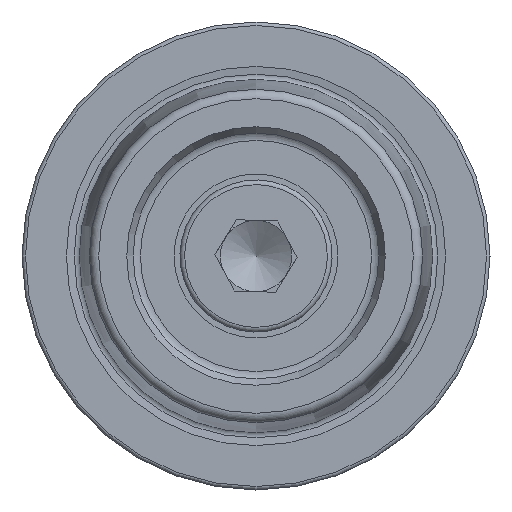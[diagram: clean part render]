
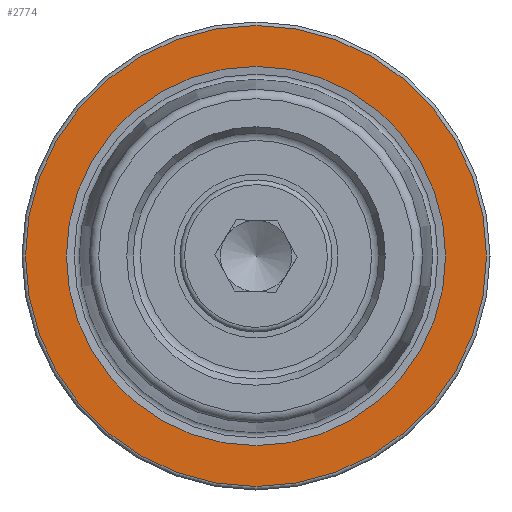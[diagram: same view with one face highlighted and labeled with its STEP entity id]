
A CAD part, left-side view. The second image highlights one B-rep face of the part: STEP entity #2774.
In plain terms, the highlighted planar face has unit normal (-1, 0, 0).
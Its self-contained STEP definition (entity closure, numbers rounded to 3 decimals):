
#38 = PLANE ( 'NONE',  #2667 ) ;
#130 = EDGE_CURVE ( 'NONE', #2513, #2513, #2351, .T. ) ;
#296 = EDGE_CURVE ( 'NONE', #1762, #1762, #361, .T. ) ;
#326 = ORIENTED_EDGE ( 'NONE', *, *, #130, .F. ) ;
#361 = CIRCLE ( 'NONE', #2147, 19.7 ) ;
#861 = EDGE_LOOP ( 'NONE', ( #1563 ) ) ;
#1222 = CARTESIAN_POINT ( 'NONE',  ( 0., 0., 0. ) ) ;
#1462 = DIRECTION ( 'NONE',  ( 0., 0., 1. ) ) ;
#1563 = ORIENTED_EDGE ( 'NONE', *, *, #296, .T. ) ;
#1608 = CARTESIAN_POINT ( 'NONE',  ( 0., 0., 16.207 ) ) ;
#1664 = DIRECTION ( 'NONE',  ( 0., 0., -1. ) ) ;
#1745 = AXIS2_PLACEMENT_3D ( 'NONE', #1222, #2427, #1462 ) ;
#1762 = VERTEX_POINT ( 'NONE', #3062 ) ;
#2095 = FACE_OUTER_BOUND ( 'NONE', #861, .T. ) ;
#2130 = CARTESIAN_POINT ( 'NONE',  ( 0., 19.7, 0. ) ) ;
#2147 = AXIS2_PLACEMENT_3D ( 'NONE', #2538, #3023, #2791 ) ;
#2351 = CIRCLE ( 'NONE', #1745, 16.207 ) ;
#2427 = DIRECTION ( 'NONE',  ( -1., 0., 0. ) ) ;
#2513 = VERTEX_POINT ( 'NONE', #1608 ) ;
#2538 = CARTESIAN_POINT ( 'NONE',  ( 0., 0., 0. ) ) ;
#2667 = AXIS2_PLACEMENT_3D ( 'NONE', #2130, #2881, #1664 ) ;
#2748 = FACE_BOUND ( 'NONE', #2933, .T. ) ;
#2774 = ADVANCED_FACE ( 'NONE', ( #2748, #2095 ), #38, .F. ) ;
#2791 = DIRECTION ( 'NONE',  ( 0., 0., 1. ) ) ;
#2881 = DIRECTION ( 'NONE',  ( 1., 0., 0. ) ) ;
#2933 = EDGE_LOOP ( 'NONE', ( #326 ) ) ;
#3023 = DIRECTION ( 'NONE',  ( -1., 0., 0. ) ) ;
#3062 = CARTESIAN_POINT ( 'NONE',  ( 0., 0., 19.7 ) ) ;
